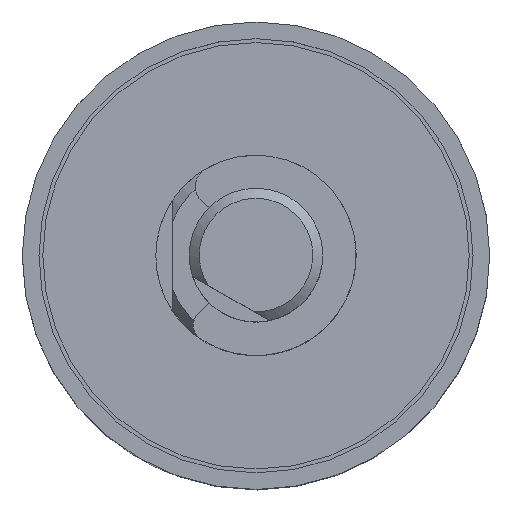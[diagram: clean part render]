
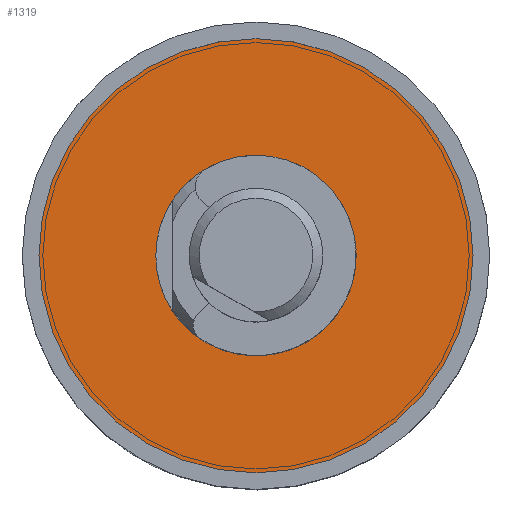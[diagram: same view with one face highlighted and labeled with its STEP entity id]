
A CAD part, top view. The second image highlights one B-rep face of the part: STEP entity #1319.
In plain terms, the highlighted planar face has unit normal (0, 0, 1).
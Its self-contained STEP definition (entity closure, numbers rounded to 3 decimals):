
#574 = CIRCLE ( 'NONE', #9174, 6.5 ) ;
#1319 = ADVANCED_FACE ( 'NONE', ( #1606, #9333 ), #6391, .T. ) ;
#1606 = FACE_BOUND ( 'NONE', #4637, .T. ) ;
#1948 = CARTESIAN_POINT ( 'NONE',  ( 3., 0., 0.5 ) ) ;
#2103 = ORIENTED_EDGE ( 'NONE', *, *, #3367, .T. ) ;
#2547 = DIRECTION ( 'NONE',  ( 0., 0., 1. ) ) ;
#3230 = DIRECTION ( 'NONE',  ( 0., 0., -1. ) ) ;
#3367 = EDGE_CURVE ( 'NONE', #8317, #8317, #574, .T. ) ;
#3669 = CARTESIAN_POINT ( 'NONE',  ( 6.5, 0., 0.5 ) ) ;
#3739 = CARTESIAN_POINT ( 'NONE',  ( -3., 0., 0.5 ) ) ;
#4084 = DIRECTION ( 'NONE',  ( 1., 0., 0. ) ) ;
#4126 = AXIS2_PLACEMENT_3D ( 'NONE', #1948, #7152, #4084 ) ;
#4637 = EDGE_LOOP ( 'NONE', ( #5934 ) ) ;
#5934 = ORIENTED_EDGE ( 'NONE', *, *, #7921, .T. ) ;
#6391 = PLANE ( 'NONE',  #4126 ) ;
#6463 = EDGE_LOOP ( 'NONE', ( #2103 ) ) ;
#6955 = DIRECTION ( 'NONE',  ( -1., 0., 0. ) ) ;
#6995 = CARTESIAN_POINT ( 'NONE',  ( 0., 0., 0.5 ) ) ;
#7108 = CIRCLE ( 'NONE', #8954, 3. ) ;
#7152 = DIRECTION ( 'NONE',  ( 0., 0., 1. ) ) ;
#7744 = DIRECTION ( 'NONE',  ( 1., 0., 0. ) ) ;
#7921 = EDGE_CURVE ( 'NONE', #9375, #9375, #7108, .T. ) ;
#8317 = VERTEX_POINT ( 'NONE', #3669 ) ;
#8954 = AXIS2_PLACEMENT_3D ( 'NONE', #9211, #3230, #6955 ) ;
#9174 = AXIS2_PLACEMENT_3D ( 'NONE', #6995, #2547, #7744 ) ;
#9211 = CARTESIAN_POINT ( 'NONE',  ( 0., 0., 0.5 ) ) ;
#9333 = FACE_OUTER_BOUND ( 'NONE', #6463, .T. ) ;
#9375 = VERTEX_POINT ( 'NONE', #3739 ) ;
